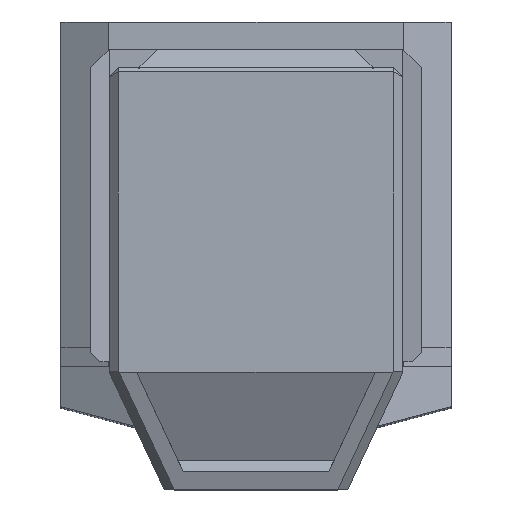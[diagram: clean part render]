
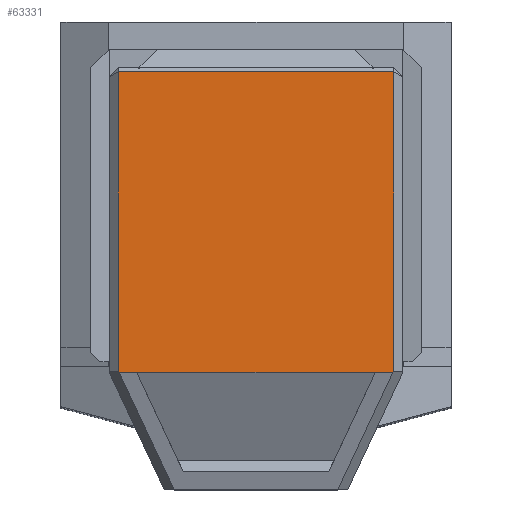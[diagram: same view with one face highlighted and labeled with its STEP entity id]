
A CAD part, top view. The second image highlights one B-rep face of the part: STEP entity #63331.
In plain terms, the highlighted face is planar.
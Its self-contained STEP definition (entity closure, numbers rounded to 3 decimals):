
#59059=DIRECTION('',(-1.,0.,0.));
#59060=VECTOR('',#59059,1.907);
#59061=CARTESIAN_POINT('',(14.907,32.,33.2));
#59062=LINE('',#59061,#59060);
#59066=DIRECTION('',(-1.,0.,0.));
#59067=VECTOR('',#59066,26.);
#59068=CARTESIAN_POINT('',(13.,32.,33.2));
#59069=LINE('',#59068,#59067);
#59073=DIRECTION('',(-1.,0.,0.));
#59074=VECTOR('',#59073,1.907);
#59075=CARTESIAN_POINT('',(-13.,32.,33.2));
#59076=LINE('',#59075,#59074);
#59087=DIRECTION('',(0.,0.,-1.));
#59088=VECTOR('',#59087,32.59);
#59089=CARTESIAN_POINT('',(-15.,32.,33.09));
#59090=LINE('',#59089,#59088);
#59164=DIRECTION('',(0.644,0.,0.765));
#59165=VECTOR('',#59164,0.144);
#59166=CARTESIAN_POINT('',(-15.,32.,33.09));
#59167=LINE('',#59166,#59165);
#59276=DIRECTION('',(0.644,0.,-0.765));
#59277=VECTOR('',#59276,0.144);
#59278=CARTESIAN_POINT('',(14.907,32.,33.2));
#59279=LINE('',#59278,#59277);
#59325=DIRECTION('',(0.,0.,1.));
#59326=VECTOR('',#59325,32.59);
#59327=CARTESIAN_POINT('',(15.,32.,
0.5));
#59328=LINE('',#59327,#59326);
#59353=DIRECTION('',(1.,0.,0.));
#59354=VECTOR('',#59353,30.);
#59355=CARTESIAN_POINT('',(-15.,32.,
0.5));
#59356=LINE('',#59355,#59354);
#63066=CARTESIAN_POINT('',(13.,32.,33.2));
#63067=CARTESIAN_POINT('',(-13.,32.,33.2));
#63068=VERTEX_POINT('',#63066);
#63069=VERTEX_POINT('',#63067);
#63155=CARTESIAN_POINT('',(-14.907,32.,33.2));
#63157=VERTEX_POINT('',#63155);
#63159=CARTESIAN_POINT('',(14.907,32.,33.2));
#63161=VERTEX_POINT('',#63159);
#63182=CARTESIAN_POINT('',(-15.,32.,33.09));
#63184=VERTEX_POINT('',#63182);
#63186=CARTESIAN_POINT('',(15.,32.,33.09));
#63188=VERTEX_POINT('',#63186);
#63224=CARTESIAN_POINT('',(15.,32.,
0.5));
#63226=VERTEX_POINT('',#63224);
#63230=CARTESIAN_POINT('',(-15.,32.,
0.5));
#63232=VERTEX_POINT('',#63230);
#63308=CARTESIAN_POINT('',(0.,32.,0.));
#63309=DIRECTION('',(0.,-1.,0.));
#63310=DIRECTION('',(0.,0.,1.));
#63311=AXIS2_PLACEMENT_3D('',#63308,#63309,#63310);
#63312=PLANE('',#63311);
#63314=ORIENTED_EDGE('',*,*,#63313,.T.);
#63316=ORIENTED_EDGE('',*,*,#63315,.T.);
#63318=ORIENTED_EDGE('',*,*,#63317,.T.);
#63320=ORIENTED_EDGE('',*,*,#63319,.F.);
#63322=ORIENTED_EDGE('',*,*,#63321,.T.);
#63324=ORIENTED_EDGE('',*,*,#63323,.T.);
#63326=ORIENTED_EDGE('',*,*,#63325,.T.);
#63328=ORIENTED_EDGE('',*,*,#63327,.F.);
#63329=EDGE_LOOP('',(#63314,#63316,#63318,#63320,#63322,#63324,#63326,#63328));
#63330=FACE_OUTER_BOUND('',#63329,.F.);
#63331=ADVANCED_FACE('',(#63330),#63312,.F.);
#63313=EDGE_CURVE('',#63184,#63232,#59090,.T.);
#63315=EDGE_CURVE('',#63232,#63226,#59356,.T.);
#63317=EDGE_CURVE('',#63226,#63188,#59328,.T.);
#63319=EDGE_CURVE('',#63161,#63188,#59279,.T.);
#63321=EDGE_CURVE('',#63161,#63068,#59062,.T.);
#63323=EDGE_CURVE('',#63068,#63069,#59069,.T.);
#63325=EDGE_CURVE('',#63069,#63157,#59076,.T.);
#63327=EDGE_CURVE('',#63184,#63157,#59167,.T.);
